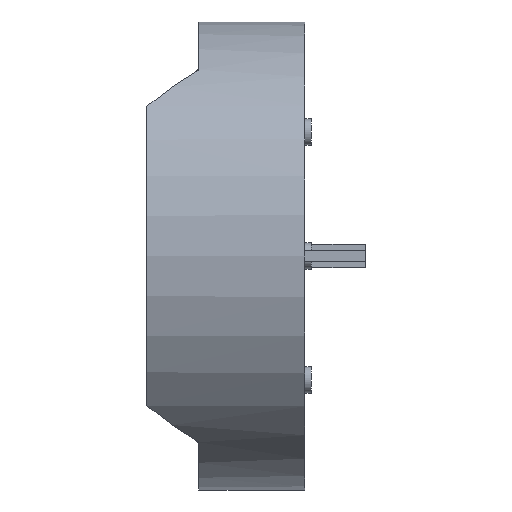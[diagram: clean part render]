
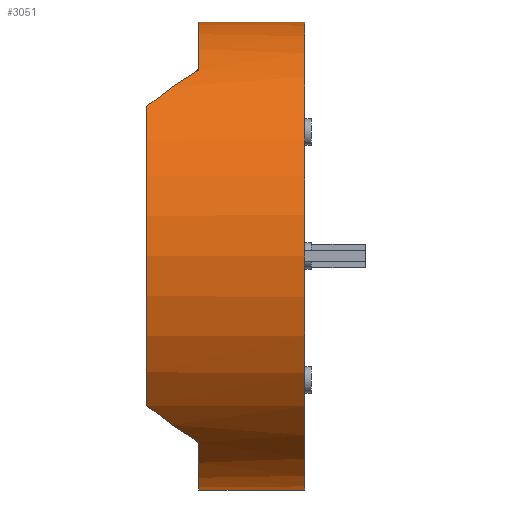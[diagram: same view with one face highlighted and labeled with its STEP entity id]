
A CAD part, left-side view. The second image highlights one B-rep face of the part: STEP entity #3051.
In plain terms, the highlighted cylindrical face has radius 13.5 mm (diameter 27 mm), a partial arc.
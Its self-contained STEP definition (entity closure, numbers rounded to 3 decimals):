
#213 = DIRECTION ( 'NONE',  ( 0., -1., 0. ) ) ;
#351 = CARTESIAN_POINT ( 'NONE',  ( 0., 6.5, 0. ) ) ;
#701 = ORIENTED_EDGE ( 'NONE', *, *, #4948, .T. ) ;
#795 = VERTEX_POINT ( 'NONE', #3960 ) ;
#966 = DIRECTION ( 'NONE',  ( 0., 1., 0. ) ) ;
#980 = CIRCLE ( 'NONE', #3948, 13.5 ) ;
#1095 = ORIENTED_EDGE ( 'NONE', *, *, #4376, .T. ) ;
#1099 = CARTESIAN_POINT ( 'NONE',  ( -9.723, 8.524, 9.421 ) ) ;
#1134 = CARTESIAN_POINT ( 'NONE',  ( -8.171, 6.5, -10.746 ) ) ;
#1146 = CARTESIAN_POINT ( 'NONE',  ( 0., 9.5, 0. ) ) ;
#1277 = DIRECTION ( 'NONE',  ( 0., -1., 0. ) ) ;
#1373 = CARTESIAN_POINT ( 'NONE',  ( -10.377, 9.5, 8.635 ) ) ;
#1411 = CARTESIAN_POINT ( 'NONE',  ( 0., 9.5, 0. ) ) ;
#1428 = CYLINDRICAL_SURFACE ( 'NONE', #5837, 13.5 ) ;
#1546 = DIRECTION ( 'NONE',  ( 0., 0., -1. ) ) ;
#1635 = VERTEX_POINT ( 'NONE', #3947 ) ;
#1755 = DIRECTION ( 'NONE',  ( 0., 0., -1. ) ) ;
#1778 = DIRECTION ( 'NONE',  ( 0., -1., 0. ) ) ;
#1794 = EDGE_CURVE ( 'NONE', #1812, #2050, #3095, .T. ) ;
#1812 = VERTEX_POINT ( 'NONE', #3460 ) ;
#1954 = VECTOR ( 'NONE', #3527, 1000. ) ;
#2050 = VERTEX_POINT ( 'NONE', #2606 ) ;
#2061 = CIRCLE ( 'NONE', #4835, 13.5 ) ;
#2317 = LINE ( 'NONE', #4609, #1954 ) ;
#2365 = ORIENTED_EDGE ( 'NONE', *, *, #5244, .F. ) ;
#2606 = CARTESIAN_POINT ( 'NONE',  ( 0., 0.4, 13.5 ) ) ;
#3032 = EDGE_LOOP ( 'NONE', ( #5910, #6426, #2365, #5781, #1095, #4953, #7167, #701 ) ) ;
#3051 = ADVANCED_FACE ( 'NONE', ( #3164 ), #1428, .T. ) ;
#3095 = LINE ( 'NONE', #6860, #5624 ) ;
#3121 =( BOUNDED_CURVE ( )  B_SPLINE_CURVE ( 3, ( #6869, #7474, #7455, #1134 ),
 .UNSPECIFIED., .F., .T. ) 
 B_SPLINE_CURVE_WITH_KNOTS ( ( 4, 4 ),
 ( 4.412, 4.638 ),
 .UNSPECIFIED. ) 
 CURVE ( )  GEOMETRIC_REPRESENTATION_ITEM ( )  RATIONAL_B_SPLINE_CURVE ( ( 1., 0.996, 0.996, 1. ) ) 
 REPRESENTATION_ITEM ( '' )  );
#3164 = FACE_OUTER_BOUND ( 'NONE', #3032, .T. ) ;
#3355 = EDGE_CURVE ( 'NONE', #4557, #4511, #6577, .T. ) ;
#3460 = CARTESIAN_POINT ( 'NONE',  ( 0., 6.5, 13.5 ) ) ;
#3473 = EDGE_CURVE ( 'NONE', #5010, #7283, #2317, .T. ) ;
#3527 = DIRECTION ( 'NONE',  ( 0., -1., 0. ) ) ;
#3581 = CARTESIAN_POINT ( 'NONE',  ( -8.985, 7.519, 10.128 ) ) ;
#3600 =( BOUNDED_CURVE ( )  B_SPLINE_CURVE ( 3, ( #7413, #1099, #3581, #5306 ),
 .UNSPECIFIED., .F., .T. ) 
 B_SPLINE_CURVE_WITH_KNOTS ( ( 4, 4 ),
 ( 4.412, 4.638 ),
 .UNSPECIFIED. ) 
 CURVE ( )  GEOMETRIC_REPRESENTATION_ITEM ( )  RATIONAL_B_SPLINE_CURVE ( ( 1., 0.996, 0.996, 1. ) ) 
 REPRESENTATION_ITEM ( '' )  );
#3913 = EDGE_CURVE ( 'NONE', #4557, #1635, #3600, .T. ) ;
#3937 = AXIS2_PLACEMENT_3D ( 'NONE', #1146, #1778, #1755 ) ;
#3947 = CARTESIAN_POINT ( 'NONE',  ( -8.171, 6.5, 10.746 ) ) ;
#3948 = AXIS2_PLACEMENT_3D ( 'NONE', #7343, #5006, #1546 ) ;
#3960 = CARTESIAN_POINT ( 'NONE',  ( -8.171, 6.5, -10.746 ) ) ;
#3973 = CIRCLE ( 'NONE', #5134, 13.5 ) ;
#4161 = DIRECTION ( 'NONE',  ( 0., -1., 0. ) ) ;
#4376 = EDGE_CURVE ( 'NONE', #1812, #1635, #3973, .T. ) ;
#4511 = VERTEX_POINT ( 'NONE', #6421 ) ;
#4557 = VERTEX_POINT ( 'NONE', #1373 ) ;
#4609 = CARTESIAN_POINT ( 'NONE',  ( 0., 9.5, -13.5 ) ) ;
#4835 = AXIS2_PLACEMENT_3D ( 'NONE', #351, #966, #6160 ) ;
#4849 = DIRECTION ( 'NONE',  ( 0., 0., 1. ) ) ;
#4948 = EDGE_CURVE ( 'NONE', #4511, #795, #3121, .T. ) ;
#4953 = ORIENTED_EDGE ( 'NONE', *, *, #3913, .F. ) ;
#5006 = DIRECTION ( 'NONE',  ( 0., -1., 0. ) ) ;
#5010 = VERTEX_POINT ( 'NONE', #7037 ) ;
#5134 = AXIS2_PLACEMENT_3D ( 'NONE', #5346, #4161, #6375 ) ;
#5244 = EDGE_CURVE ( 'NONE', #2050, #7283, #980, .T. ) ;
#5306 = CARTESIAN_POINT ( 'NONE',  ( -8.171, 6.5, 10.746 ) ) ;
#5345 = EDGE_CURVE ( 'NONE', #5010, #795, #2061, .T. ) ;
#5346 = CARTESIAN_POINT ( 'NONE',  ( 0., 6.5, 0. ) ) ;
#5624 = VECTOR ( 'NONE', #1277, 1000. ) ;
#5781 = ORIENTED_EDGE ( 'NONE', *, *, #1794, .F. ) ;
#5837 = AXIS2_PLACEMENT_3D ( 'NONE', #1411, #213, #4849 ) ;
#5910 = ORIENTED_EDGE ( 'NONE', *, *, #5345, .F. ) ;
#6160 = DIRECTION ( 'NONE',  ( 0., 0., 1. ) ) ;
#6375 = DIRECTION ( 'NONE',  ( 0., 0., -1. ) ) ;
#6380 = CARTESIAN_POINT ( 'NONE',  ( 0., 0.4, -13.5 ) ) ;
#6421 = CARTESIAN_POINT ( 'NONE',  ( -10.377, 9.5, -8.635 ) ) ;
#6426 = ORIENTED_EDGE ( 'NONE', *, *, #3473, .T. ) ;
#6577 = CIRCLE ( 'NONE', #3937, 13.5 ) ;
#6860 = CARTESIAN_POINT ( 'NONE',  ( 0., 9.5, 13.5 ) ) ;
#6869 = CARTESIAN_POINT ( 'NONE',  ( -10.377, 9.5, -8.635 ) ) ;
#7037 = CARTESIAN_POINT ( 'NONE',  ( 0., 6.5, -13.5 ) ) ;
#7167 = ORIENTED_EDGE ( 'NONE', *, *, #3355, .T. ) ;
#7283 = VERTEX_POINT ( 'NONE', #6380 ) ;
#7343 = CARTESIAN_POINT ( 'NONE',  ( 0., 0.4, 0. ) ) ;
#7413 = CARTESIAN_POINT ( 'NONE',  ( -10.377, 9.5, 8.635 ) ) ;
#7455 = CARTESIAN_POINT ( 'NONE',  ( -8.985, 7.519, -10.128 ) ) ;
#7474 = CARTESIAN_POINT ( 'NONE',  ( -9.723, 8.524, -9.421 ) ) ;
